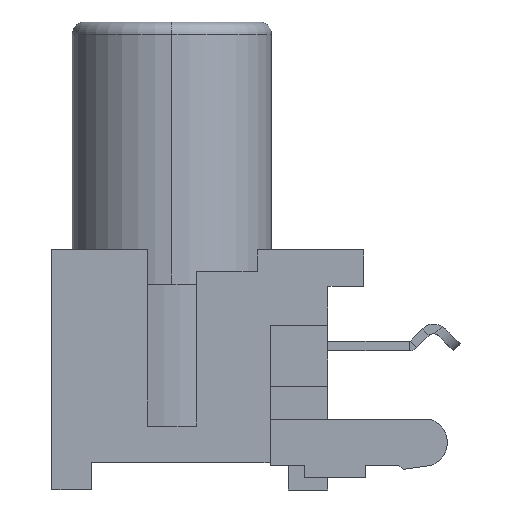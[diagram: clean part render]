
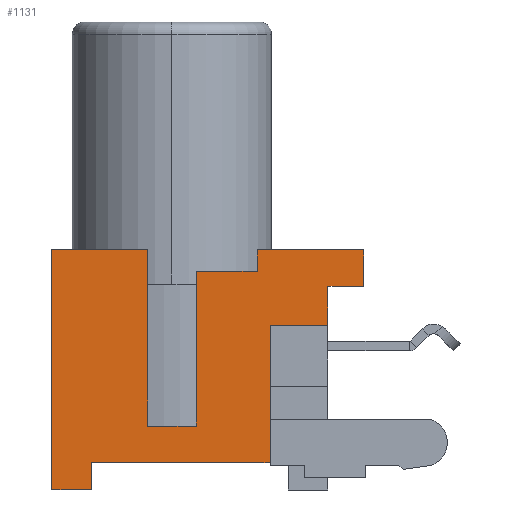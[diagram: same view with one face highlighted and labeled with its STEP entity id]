
A CAD part, left-side view. The second image highlights one B-rep face of the part: STEP entity #1131.
In plain terms, the highlighted planar face has unit normal (-1, 0, 0).
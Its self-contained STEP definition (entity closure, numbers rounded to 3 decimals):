
#58 = VERTEX_POINT ( 'NONE', #903 ) ;
#69 = CARTESIAN_POINT ( 'NONE',  ( -5.004, 2.515, -16.84 ) ) ;
#74 = EDGE_CURVE ( 'NONE', #3556, #1878, #2890, .T. ) ;
#83 = LINE ( 'NONE', #1382, #2172 ) ;
#163 = EDGE_CURVE ( 'NONE', #2960, #3556, #1944, .T. ) ;
#165 = ORIENTED_EDGE ( 'NONE', *, *, #1265, .T. ) ;
#200 = CARTESIAN_POINT ( 'NONE',  ( -5.004, -2.591, -18.364 ) ) ;
#201 = DIRECTION ( 'NONE',  ( 0., 0., 1. ) ) ;
#248 = CARTESIAN_POINT ( 'NONE',  ( -5.004, -5.004, -12.649 ) ) ;
#290 = DIRECTION ( 'NONE',  ( 0., -1., 0. ) ) ;
#312 = CARTESIAN_POINT ( 'NONE',  ( -5.004, 6.502, -9.5 ) ) ;
#317 = CARTESIAN_POINT ( 'NONE',  ( -5.004, 4.851, -19.507 ) ) ;
#338 = ORIENTED_EDGE ( 'NONE', *, *, #2077, .T. ) ;
#354 = VECTOR ( 'NONE', #2225, 1000. ) ;
#369 = CARTESIAN_POINT ( 'NONE',  ( -5.004, -5.004, -12.649 ) ) ;
#373 = VERTEX_POINT ( 'NONE', #778 ) ;
#423 = AXIS2_PLACEMENT_3D ( 'NONE', #1261, #2421, #1796 ) ;
#493 = VECTOR ( 'NONE', #290, 1000. ) ;
#558 = CARTESIAN_POINT ( 'NONE',  ( -5.004, 4.851, -18.364 ) ) ;
#582 = LINE ( 'NONE', #1340, #3065 ) ;
#585 = VERTEX_POINT ( 'NONE', #2455 ) ;
#654 = VECTOR ( 'NONE', #739, 1000. ) ;
#676 = ORIENTED_EDGE ( 'NONE', *, *, #1688, .T. ) ;
#694 = CARTESIAN_POINT ( 'NONE',  ( -5.004, 2.515, -9.5 ) ) ;
#695 = LINE ( 'NONE', #2409, #1364 ) ;
#704 = DIRECTION ( 'NONE',  ( 0., 0., 1. ) ) ;
#739 = DIRECTION ( 'NONE',  ( 0., 0., 1. ) ) ;
#778 = CARTESIAN_POINT ( 'NONE',  ( -5.004, -2.591, -12.649 ) ) ;
#796 = VECTOR ( 'NONE', #3661, 1000. ) ;
#837 = CARTESIAN_POINT ( 'NONE',  ( -5.004, 6.502, -19.507 ) ) ;
#844 = CARTESIAN_POINT ( 'NONE',  ( -5.004, 6.502, -19.507 ) ) ;
#862 = DIRECTION ( 'NONE',  ( 0., -1., 0. ) ) ;
#881 = EDGE_CURVE ( 'NONE', #3331, #1734, #2568, .T. ) ;
#903 = CARTESIAN_POINT ( 'NONE',  ( -5.004, -6.502, -9.5 ) ) ;
#937 = LINE ( 'NONE', #248, #354 ) ;
#979 = ORIENTED_EDGE ( 'NONE', *, *, #2191, .F. ) ;
#1006 = ORIENTED_EDGE ( 'NONE', *, *, #74, .F. ) ;
#1019 = VECTOR ( 'NONE', #1569, 1000. ) ;
#1030 = ORIENTED_EDGE ( 'NONE', *, *, #2610, .T. ) ;
#1118 = VECTOR ( 'NONE', #2277, 1000. ) ;
#1120 = VECTOR ( 'NONE', #1501, 1000. ) ;
#1131 = ADVANCED_FACE ( 'NONE', ( #1196 ), #2127, .T. ) ;
#1134 = ORIENTED_EDGE ( 'NONE', *, *, #2131, .F. ) ;
#1196 = FACE_OUTER_BOUND ( 'NONE', #2546, .T. ) ;
#1204 = EDGE_CURVE ( 'NONE', #373, #3215, #2245, .T. ) ;
#1228 = DIRECTION ( 'NONE',  ( 0., 0., 1. ) ) ;
#1230 = EDGE_CURVE ( 'NONE', #2931, #2631, #1754, .T. ) ;
#1252 = ORIENTED_EDGE ( 'NONE', *, *, #881, .T. ) ;
#1257 = DIRECTION ( 'NONE',  ( 0., -1., 0. ) ) ;
#1261 = CARTESIAN_POINT ( 'NONE',  ( -5.004, 6.502, -19.507 ) ) ;
#1265 = EDGE_CURVE ( 'NONE', #1734, #585, #3367, .T. ) ;
#1340 = CARTESIAN_POINT ( 'NONE',  ( -5.004, -6.502, -19.507 ) ) ;
#1364 = VECTOR ( 'NONE', #704, 1000. ) ;
#1375 = VERTEX_POINT ( 'NONE', #694 ) ;
#1382 = CARTESIAN_POINT ( 'NONE',  ( -5.004, 6.502, -9.5 ) ) ;
#1401 = DIRECTION ( 'NONE',  ( 0., -1., 0. ) ) ;
#1445 = DIRECTION ( 'NONE',  ( 0., -1., 0. ) ) ;
#1495 = ORIENTED_EDGE ( 'NONE', *, *, #163, .F. ) ;
#1501 = DIRECTION ( 'NONE',  ( 0., 0., 1. ) ) ;
#1515 = CARTESIAN_POINT ( 'NONE',  ( -5.004, 0.483, -10.389 ) ) ;
#1524 = LINE ( 'NONE', #2637, #1998 ) ;
#1569 = DIRECTION ( 'NONE',  ( 0., 0., 1. ) ) ;
#1601 = LINE ( 'NONE', #3136, #1118 ) ;
#1656 = DIRECTION ( 'NONE',  ( 0., -1., 0. ) ) ;
#1663 = EDGE_CURVE ( 'NONE', #2803, #58, #83, .T. ) ;
#1668 = CARTESIAN_POINT ( 'NONE',  ( -5.004, 2.515, -9.5 ) ) ;
#1688 = EDGE_CURVE ( 'NONE', #2631, #1709, #3388, .T. ) ;
#1709 = VERTEX_POINT ( 'NONE', #3428 ) ;
#1734 = VERTEX_POINT ( 'NONE', #317 ) ;
#1754 = LINE ( 'NONE', #2682, #1019 ) ;
#1796 = DIRECTION ( 'NONE',  ( 0., 0., 1. ) ) ;
#1878 = VERTEX_POINT ( 'NONE', #2649 ) ;
#1892 = EDGE_CURVE ( 'NONE', #3331, #3069, #1524, .T. ) ;
#1944 = LINE ( 'NONE', #3209, #1120 ) ;
#1968 = EDGE_CURVE ( 'NONE', #1878, #2803, #695, .T. ) ;
#1974 = CARTESIAN_POINT ( 'NONE',  ( -5.004, -5.004, -11.024 ) ) ;
#1981 = CARTESIAN_POINT ( 'NONE',  ( -5.004, -6.502, -11.024 ) ) ;
#1998 = VECTOR ( 'NONE', #1228, 1000. ) ;
#2077 = EDGE_CURVE ( 'NONE', #1709, #58, #582, .T. ) ;
#2085 = DIRECTION ( 'NONE',  ( 0., 0., -1. ) ) ;
#2093 = CARTESIAN_POINT ( 'NONE',  ( -5.004, -2.591, -12.649 ) ) ;
#2127 = PLANE ( 'NONE',  #423 ) ;
#2131 = EDGE_CURVE ( 'NONE', #2931, #373, #937, .T. ) ;
#2148 = CARTESIAN_POINT ( 'NONE',  ( -5.004, 4.851, -19.507 ) ) ;
#2158 = LINE ( 'NONE', #558, #2927 ) ;
#2168 = VECTOR ( 'NONE', #1257, 1000. ) ;
#2172 = VECTOR ( 'NONE', #1656, 1000. ) ;
#2191 = EDGE_CURVE ( 'NONE', #3646, #2960, #1601, .T. ) ;
#2198 = VECTOR ( 'NONE', #2085, 1000. ) ;
#2225 = DIRECTION ( 'NONE',  ( 0., 1., 0. ) ) ;
#2226 = EDGE_CURVE ( 'NONE', #3069, #1375, #2973, .T. ) ;
#2245 = LINE ( 'NONE', #2093, #2198 ) ;
#2277 = DIRECTION ( 'NONE',  ( 0., -1., 0. ) ) ;
#2385 = ORIENTED_EDGE ( 'NONE', *, *, #1204, .F. ) ;
#2409 = CARTESIAN_POINT ( 'NONE',  ( -5.004, -2.057, -10.389 ) ) ;
#2421 = DIRECTION ( 'NONE',  ( -1., 0., 0. ) ) ;
#2455 = CARTESIAN_POINT ( 'NONE',  ( -5.004, 4.851, -18.364 ) ) ;
#2546 = EDGE_LOOP ( 'NONE', ( #3162, #2818, #3426, #1252, #165, #1030, #2385, #1134, #3478, #676, #338, #2860, #3625, #1006, #1495, #979 ) ) ;
#2568 = LINE ( 'NONE', #844, #2652 ) ;
#2571 = VECTOR ( 'NONE', #1445, 1000. ) ;
#2590 = CARTESIAN_POINT ( 'NONE',  ( -5.004, 0.483, -16.84 ) ) ;
#2599 = CARTESIAN_POINT ( 'NONE',  ( -5.004, 0.483, -10.389 ) ) ;
#2610 = EDGE_CURVE ( 'NONE', #585, #3215, #2158, .T. ) ;
#2631 = VERTEX_POINT ( 'NONE', #1974 ) ;
#2637 = CARTESIAN_POINT ( 'NONE',  ( -5.004, 6.502, -19.507 ) ) ;
#2649 = CARTESIAN_POINT ( 'NONE',  ( -5.004, -2.057, -10.389 ) ) ;
#2652 = VECTOR ( 'NONE', #862, 1000. ) ;
#2682 = CARTESIAN_POINT ( 'NONE',  ( -5.004, -5.004, -19.507 ) ) ;
#2748 = EDGE_CURVE ( 'NONE', #1375, #3646, #3235, .T. ) ;
#2803 = VERTEX_POINT ( 'NONE', #3441 ) ;
#2818 = ORIENTED_EDGE ( 'NONE', *, *, #2226, .F. ) ;
#2860 = ORIENTED_EDGE ( 'NONE', *, *, #1663, .F. ) ;
#2890 = LINE ( 'NONE', #2599, #2168 ) ;
#2927 = VECTOR ( 'NONE', #1401, 1000. ) ;
#2931 = VERTEX_POINT ( 'NONE', #369 ) ;
#2953 = CARTESIAN_POINT ( 'NONE',  ( -5.004, 6.502, -9.5 ) ) ;
#2960 = VERTEX_POINT ( 'NONE', #2590 ) ;
#2973 = LINE ( 'NONE', #312, #2571 ) ;
#3065 = VECTOR ( 'NONE', #201, 1000. ) ;
#3069 = VERTEX_POINT ( 'NONE', #2953 ) ;
#3136 = CARTESIAN_POINT ( 'NONE',  ( -5.004, 2.515, -16.84 ) ) ;
#3162 = ORIENTED_EDGE ( 'NONE', *, *, #2748, .F. ) ;
#3209 = CARTESIAN_POINT ( 'NONE',  ( -5.004, 0.483, -16.84 ) ) ;
#3215 = VERTEX_POINT ( 'NONE', #200 ) ;
#3235 = LINE ( 'NONE', #1668, #796 ) ;
#3331 = VERTEX_POINT ( 'NONE', #837 ) ;
#3367 = LINE ( 'NONE', #2148, #654 ) ;
#3388 = LINE ( 'NONE', #1981, #493 ) ;
#3426 = ORIENTED_EDGE ( 'NONE', *, *, #1892, .F. ) ;
#3428 = CARTESIAN_POINT ( 'NONE',  ( -5.004, -6.502, -11.024 ) ) ;
#3441 = CARTESIAN_POINT ( 'NONE',  ( -5.004, -2.057, -9.5 ) ) ;
#3478 = ORIENTED_EDGE ( 'NONE', *, *, #1230, .T. ) ;
#3556 = VERTEX_POINT ( 'NONE', #1515 ) ;
#3625 = ORIENTED_EDGE ( 'NONE', *, *, #1968, .F. ) ;
#3646 = VERTEX_POINT ( 'NONE', #69 ) ;
#3661 = DIRECTION ( 'NONE',  ( 0., 0., -1. ) ) ;
